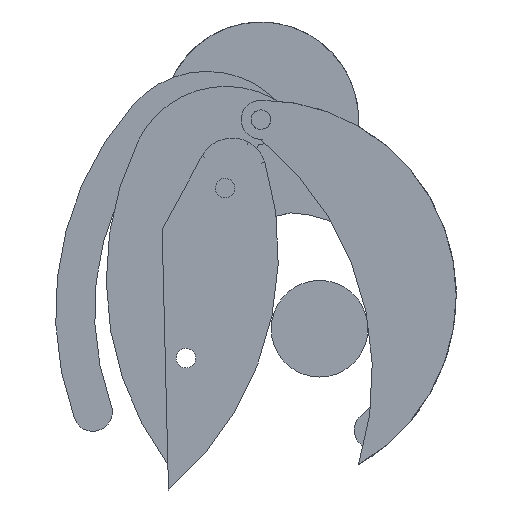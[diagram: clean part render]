
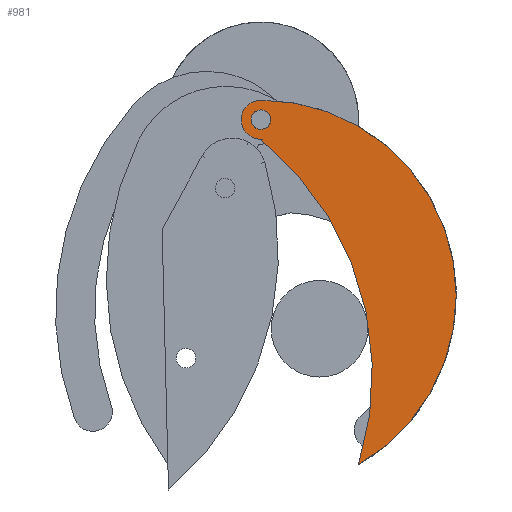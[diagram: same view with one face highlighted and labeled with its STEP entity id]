
A CAD part, front view. The second image highlights one B-rep face of the part: STEP entity #981.
In plain terms, the highlighted planar face has unit normal (0, -1, 0).
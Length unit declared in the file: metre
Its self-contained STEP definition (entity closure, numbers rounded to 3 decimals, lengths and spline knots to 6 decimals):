
#981=ADVANCED_FACE('0:12023',(#1404,#1405),#1406,.F.);
#1404=FACE_OUTER_BOUND('',#1841,.T.);
#1405=FACE_BOUND('',#1842,.T.);
#1406=PLANE('',#1843);
#1841=EDGE_LOOP('',(#3244,#3245,#3246));
#1842=EDGE_LOOP('',(#3247,#3248));
#1843=AXIS2_PLACEMENT_3D('',#3249,#3250,#3251);
#3244=ORIENTED_EDGE('',*,*,#3782,.F.);
#3245=ORIENTED_EDGE('',*,*,#3789,.T.);
#3246=ORIENTED_EDGE('',*,*,#3785,.T.);
#3247=ORIENTED_EDGE('',*,*,#3781,.T.);
#3248=ORIENTED_EDGE('',*,*,#3777,.T.);
#3249=CARTESIAN_POINT('',(0.0,0.0,0.0));
#3250=DIRECTION('',(-0.0,1.0,0.0));
#3251=DIRECTION('',(1.0,0.0,0.0));
#3777=EDGE_CURVE('0:12080',#4508,#4505,#4509,.T.);
#3781=EDGE_CURVE('0:12080',#4505,#4508,#4514,.T.);
#3782=EDGE_CURVE('0:12089',#4500,#4515,#4516,.T.);
#3785=EDGE_CURVE('0:12095',#4520,#4515,#4521,.T.);
#3789=EDGE_CURVE('23:21',#4500,#4520,#4526,.T.);
#4500=VERTEX_POINT('NONE',#5453);
#4505=VERTEX_POINT('NONE',#5468);
#4508=VERTEX_POINT('',#5472);
#4509=CIRCLE('',#5473,0.005);
#4514=CIRCLE('',#5479,0.005);
#4515=VERTEX_POINT('NONE',#5480);
#4516=CIRCLE('',#5481,0.01);
#4520=VERTEX_POINT('NONE',#5486);
#4521=CIRCLE('',#5487,0.1);
#4526=CIRCLE('',#5495,0.155);
#5453=CARTESIAN_POINT('',(0.,0.0,-0.01));
#5468=CARTESIAN_POINT('',(0.0,0.0,-0.005));
#5472=CARTESIAN_POINT('',(0.,0.,0.005));
#5473=AXIS2_PLACEMENT_3D('',#6311,#6312,#6313);
#5479=AXIS2_PLACEMENT_3D('',#6321,#6322,#6323);
#5480=CARTESIAN_POINT('',(0.0,0.0,0.01));
#5481=AXIS2_PLACEMENT_3D('',#6324,#6325,#6326);
#5486=CARTESIAN_POINT('',(0.05,0.0,-0.176603));
#5487=AXIS2_PLACEMENT_3D('',#6331,#6332,#6333);
#5495=AXIS2_PLACEMENT_3D('',#6340,#6341,#6342);
#6311=CARTESIAN_POINT('',(0.0,0.0,0.0));
#6312=DIRECTION('',(0.0,1.0,0.0));
#6313=DIRECTION('',(0.0,0.0,1.0));
#6321=CARTESIAN_POINT('',(0.0,0.0,0.0));
#6322=DIRECTION('',(0.0,1.0,0.0));
#6323=DIRECTION('',(0.0,0.0,1.0));
#6324=CARTESIAN_POINT('',(0.0,0.0,0.0));
#6325=DIRECTION('',(0.0,1.0,0.0));
#6326=DIRECTION('',(0.0,0.0,1.0));
#6331=CARTESIAN_POINT('',(0.0,0.0,-0.09));
#6332=DIRECTION('',(0.0,-1.0,0.0));
#6333=DIRECTION('',(0.0,0.0,1.0));
#6340=CARTESIAN_POINT('',(-0.097885,0.0,-0.130181));
#6341=DIRECTION('',(0.0,1.0,0.0));
#6342=DIRECTION('',(0.0,0.0,1.0));
